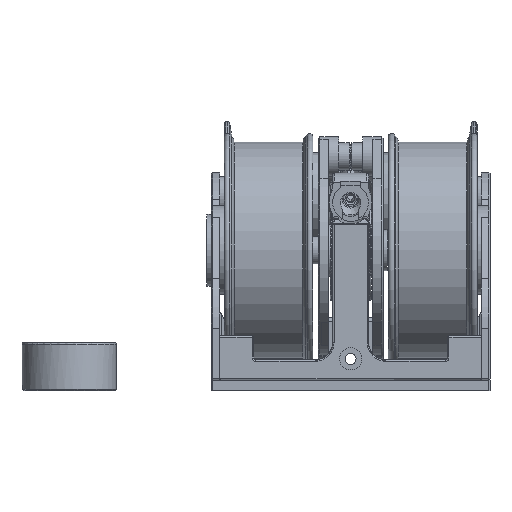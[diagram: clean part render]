
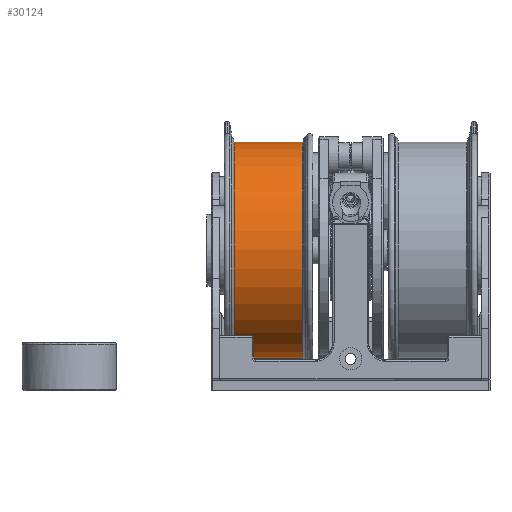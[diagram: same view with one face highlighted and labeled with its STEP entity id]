
A CAD part, front view. The second image highlights one B-rep face of the part: STEP entity #30124.
In plain terms, the highlighted cylindrical face has radius 31.625 mm (diameter 63.25 mm), a full revolution.
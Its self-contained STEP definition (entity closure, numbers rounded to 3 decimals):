
#2103=LINE('',#43848,#4561);
#4561=VECTOR('',#35604,31.625);
#6831=CYLINDRICAL_SURFACE('',#32291,31.625);
#7429=FACE_OUTER_BOUND('',#9286,.T.);
#9286=EDGE_LOOP('',(#20548,#20549,#20550,#20551));
#11228=CIRCLE('',#32289,31.625);
#11230=CIRCLE('',#32292,31.625);
#12574=VERTEX_POINT('',#43842);
#12575=VERTEX_POINT('',#43846);
#15586=EDGE_CURVE('',#12574,#12574,#11228,.T.);
#15588=EDGE_CURVE('',#12575,#12575,#11230,.T.);
#15589=EDGE_CURVE('',#12575,#12574,#2103,.T.);
#20548=ORIENTED_EDGE('',*,*,#15588,.T.);
#20549=ORIENTED_EDGE('',*,*,#15589,.T.);
#20550=ORIENTED_EDGE('',*,*,#15586,.F.);
#20551=ORIENTED_EDGE('',*,*,#15589,.F.);
#30124=ADVANCED_FACE('',(#7429),#6831,.T.);
#32289=AXIS2_PLACEMENT_3D('',#43843,#35596,#35597);
#32291=AXIS2_PLACEMENT_3D('',#43845,#35600,#35601);
#32292=AXIS2_PLACEMENT_3D('',#43847,#35602,#35603);
#35596=DIRECTION('center_axis',(1.,0.,0.));
#35597=DIRECTION('ref_axis',(0.,0.,-1.));
#35600=DIRECTION('center_axis',(1.,0.,0.));
#35601=DIRECTION('ref_axis',(0.,0.,-1.));
#35602=DIRECTION('center_axis',(1.,0.,0.));
#35603=DIRECTION('ref_axis',(0.,0.,-1.));
#35604=DIRECTION('',(1.,0.,0.));
#43842=CARTESIAN_POINT('',(34.023,0.,31.625));
#43843=CARTESIAN_POINT('Origin',(34.023,0.,0.));
#43845=CARTESIAN_POINT('Origin',(24.,0.,0.));
#43846=CARTESIAN_POINT('',(13.977,0.,31.625));
#43847=CARTESIAN_POINT('Origin',(13.977,0.,0.));
#43848=CARTESIAN_POINT('',(24.,0.,31.625));
